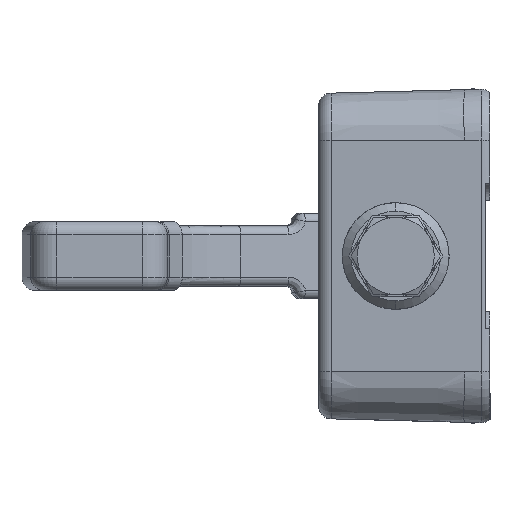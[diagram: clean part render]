
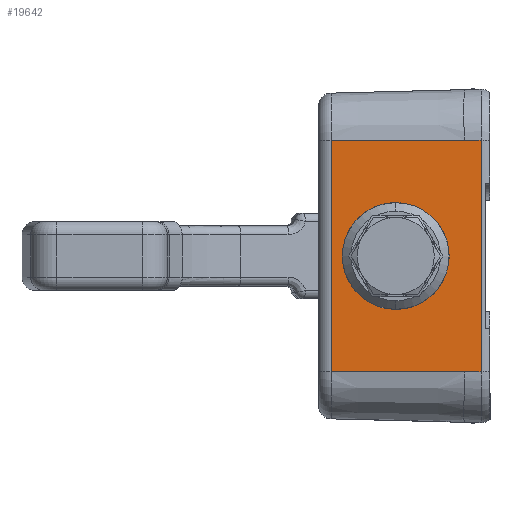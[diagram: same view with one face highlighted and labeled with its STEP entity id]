
A CAD part, left-side view. The second image highlights one B-rep face of the part: STEP entity #19642.
In plain terms, the highlighted planar face has unit normal (-1, 0.026, 0).
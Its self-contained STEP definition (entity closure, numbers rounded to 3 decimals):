
#113 = VERTEX_POINT ( 'NONE', #12955 ) ;
#290 = EDGE_CURVE ( 'NONE', #3199, #9192, #17544, .T. ) ;
#389 = LINE ( 'NONE', #13116, #19557 ) ;
#1011 = DIRECTION ( 'NONE',  ( -1., 0.026, 0. ) ) ;
#1547 = CARTESIAN_POINT ( 'NONE',  ( -97.003, 38.079, -27. ) ) ;
#1965 = EDGE_LOOP ( 'NONE', ( #22841, #11912 ) ) ;
#2014 = CARTESIAN_POINT ( 'NONE',  ( -97.003, 38.079, 27. ) ) ;
#2104 = CARTESIAN_POINT ( 'NONE',  ( -97.919, 3.079, -27. ) ) ;
#2189 = CARTESIAN_POINT ( 'NONE',  ( -97.398, 23., 12.45 ) ) ;
#2233 = CARTESIAN_POINT ( 'NONE',  ( -97.919, 3.079, 27. ) ) ;
#2688 = CARTESIAN_POINT ( 'NONE',  ( -98.05, -1.9, -12.45 ) ) ;
#3199 = VERTEX_POINT ( 'NONE', #11886 ) ;
#3471 = DIRECTION ( 'NONE',  ( -0.026, -1., 0. ) ) ;
#3648 = CARTESIAN_POINT ( 'NONE',  ( -97.817, 6.995, -27. ) ) ;
#3852 = ORIENTED_EDGE ( 'NONE', *, *, #5542, .T. ) ;
#5236 =( BOUNDED_CURVE ( )  B_SPLINE_CURVE ( 3, ( #22448, #11548, #13432, #2189 ),
 .UNSPECIFIED., .F., .T. ) 
 B_SPLINE_CURVE_WITH_KNOTS ( ( 4, 4 ),
 ( 4.712, 7.854 ),
 .UNSPECIFIED. ) 
 CURVE ( )  GEOMETRIC_REPRESENTATION_ITEM ( )  RATIONAL_B_SPLINE_CURVE ( ( 1., 0.333, 0.333, 1. ) ) 
 REPRESENTATION_ITEM ( '' )  );
#5542 = EDGE_CURVE ( 'NONE', #10710, #15571, #389, .T. ) ;
#5671 = DIRECTION ( 'NONE',  ( 0., 0., 1. ) ) ;
#6050 = EDGE_CURVE ( 'NONE', #8570, #113, #5236, .T. ) ;
#6156 =( BOUNDED_CURVE ( )  B_SPLINE_CURVE ( 3, ( #8287, #22934, #2688, #15755 ),
 .UNSPECIFIED., .F., .F. ) 
 B_SPLINE_CURVE_WITH_KNOTS ( ( 4, 4 ),
 ( 1.571, 4.712 ),
 .UNSPECIFIED. ) 
 CURVE ( )  GEOMETRIC_REPRESENTATION_ITEM ( )  RATIONAL_B_SPLINE_CURVE ( ( 1., 0.333, 0.333, 1. ) ) 
 REPRESENTATION_ITEM ( '' )  );
#6158 = CARTESIAN_POINT ( 'NONE',  ( -98., 0., -27. ) ) ;
#6951 = VERTEX_POINT ( 'NONE', #9258 ) ;
#7003 = FACE_OUTER_BOUND ( 'NONE', #18951, .T. ) ;
#8287 = CARTESIAN_POINT ( 'NONE',  ( -97.398, 23., 12.45 ) ) ;
#8570 = VERTEX_POINT ( 'NONE', #14451 ) ;
#8879 = EDGE_CURVE ( 'NONE', #18415, #6951, #21600, .T. ) ;
#8892 = ORIENTED_EDGE ( 'NONE', *, *, #17930, .T. ) ;
#9108 = LINE ( 'NONE', #16518, #22003 ) ;
#9192 = VERTEX_POINT ( 'NONE', #2014 ) ;
#9258 = CARTESIAN_POINT ( 'NONE',  ( -97.003, 38.079, -27. ) ) ;
#10680 = AXIS2_PLACEMENT_3D ( 'NONE', #15888, #1011, #14116 ) ;
#10710 = VERTEX_POINT ( 'NONE', #2104 ) ;
#11247 = CARTESIAN_POINT ( 'NONE',  ( -98., 0., 27. ) ) ;
#11548 = CARTESIAN_POINT ( 'NONE',  ( -96.746, 47.9, -12.45 ) ) ;
#11886 = CARTESIAN_POINT ( 'NONE',  ( -97.817, 6.995, 27. ) ) ;
#11912 = ORIENTED_EDGE ( 'NONE', *, *, #15198, .T. ) ;
#12453 = EDGE_CURVE ( 'NONE', #18415, #10710, #9108, .T. ) ;
#12955 = CARTESIAN_POINT ( 'NONE',  ( -97.398, 23., 12.45 ) ) ;
#13116 = CARTESIAN_POINT ( 'NONE',  ( -97.919, 3.079, 39. ) ) ;
#13432 = CARTESIAN_POINT ( 'NONE',  ( -96.746, 47.9, 12.45 ) ) ;
#13840 = ORIENTED_EDGE ( 'NONE', *, *, #12453, .T. ) ;
#14116 = DIRECTION ( 'NONE',  ( -0.026, -1., 0. ) ) ;
#14142 = VECTOR ( 'NONE', #14633, 1000. ) ;
#14451 = CARTESIAN_POINT ( 'NONE',  ( -97.398, 23., -12.45 ) ) ;
#14633 = DIRECTION ( 'NONE',  ( 0., 0., -1. ) ) ;
#14688 = LINE ( 'NONE', #1547, #14142 ) ;
#15027 = ORIENTED_EDGE ( 'NONE', *, *, #290, .T. ) ;
#15198 = EDGE_CURVE ( 'NONE', #113, #8570, #6156, .T. ) ;
#15571 = VERTEX_POINT ( 'NONE', #2233 ) ;
#15755 = CARTESIAN_POINT ( 'NONE',  ( -97.398, 23., -12.45 ) ) ;
#15888 = CARTESIAN_POINT ( 'NONE',  ( -98., 0., 39. ) ) ;
#16518 = CARTESIAN_POINT ( 'NONE',  ( -98., 0., -27. ) ) ;
#16738 = DIRECTION ( 'NONE',  ( 0.026, 1., 0. ) ) ;
#16789 = VECTOR ( 'NONE', #19059, 1000. ) ;
#16964 = VECTOR ( 'NONE', #22783, 1000. ) ;
#17544 = LINE ( 'NONE', #19144, #16964 ) ;
#17695 = PLANE ( 'NONE',  #10680 ) ;
#17749 = LINE ( 'NONE', #11247, #21987 ) ;
#17842 = ORIENTED_EDGE ( 'NONE', *, *, #8879, .F. ) ;
#17930 = EDGE_CURVE ( 'NONE', #9192, #6951, #14688, .T. ) ;
#18415 = VERTEX_POINT ( 'NONE', #3648 ) ;
#18951 = EDGE_LOOP ( 'NONE', ( #15027, #8892, #17842, #13840, #3852, #23294 ) ) ;
#19029 = EDGE_CURVE ( 'NONE', #15571, #3199, #17749, .T. ) ;
#19059 = DIRECTION ( 'NONE',  ( 0.026, 1., 0. ) ) ;
#19144 = CARTESIAN_POINT ( 'NONE',  ( -98., 0., 27. ) ) ;
#19557 = VECTOR ( 'NONE', #5671, 1000. ) ;
#19642 = ADVANCED_FACE ( 'NONE', ( #21680, #7003 ), #17695, .T. ) ;
#21600 = LINE ( 'NONE', #6158, #16789 ) ;
#21680 = FACE_BOUND ( 'NONE', #1965, .T. ) ;
#21987 = VECTOR ( 'NONE', #16738, 1000. ) ;
#22003 = VECTOR ( 'NONE', #3471, 1000. ) ;
#22448 = CARTESIAN_POINT ( 'NONE',  ( -97.398, 23., -12.45 ) ) ;
#22783 = DIRECTION ( 'NONE',  ( 0.026, 1., 0. ) ) ;
#22841 = ORIENTED_EDGE ( 'NONE', *, *, #6050, .T. ) ;
#22934 = CARTESIAN_POINT ( 'NONE',  ( -98.05, -1.9, 12.45 ) ) ;
#23294 = ORIENTED_EDGE ( 'NONE', *, *, #19029, .T. ) ;
